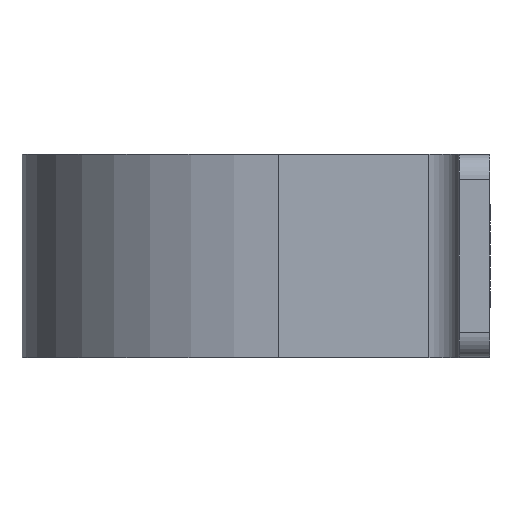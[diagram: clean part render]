
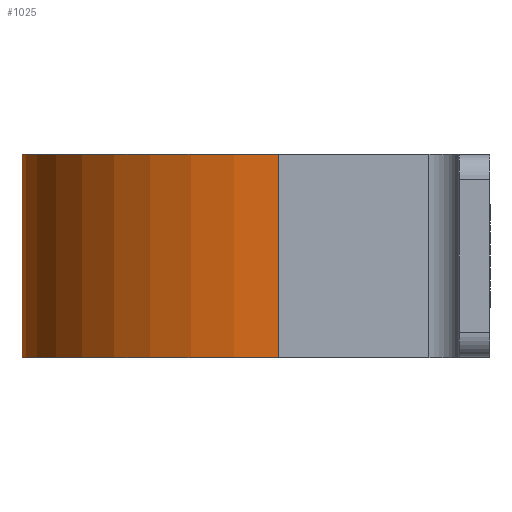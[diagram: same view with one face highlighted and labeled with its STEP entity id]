
A CAD part, left-side view. The second image highlights one B-rep face of the part: STEP entity #1025.
In plain terms, the highlighted cylindrical face has radius 50.5 mm (diameter 101 mm), a partial arc.
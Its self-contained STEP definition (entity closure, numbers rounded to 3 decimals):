
#13 = CARTESIAN_POINT ( 'NONE',  ( 0., 44.5, 20. ) ) ;
#60 = DIRECTION ( 'NONE',  ( 1., 0., 0. ) ) ;
#92 = CARTESIAN_POINT ( 'NONE',  ( 0., 44.5, -20. ) ) ;
#94 = EDGE_CURVE ( 'NONE', #252, #846, #636, .T. ) ;
#122 = CARTESIAN_POINT ( 'NONE',  ( -50.5, 44.5, 20. ) ) ;
#151 = ORIENTED_EDGE ( 'NONE', *, *, #218, .F. ) ;
#163 = VECTOR ( 'NONE', #1042, 1000. ) ;
#170 = DIRECTION ( 'NONE',  ( 0., 0., -1. ) ) ;
#218 = EDGE_CURVE ( 'NONE', #239, #801, #470, .T. ) ;
#239 = VERTEX_POINT ( 'NONE', #1038 ) ;
#247 = CARTESIAN_POINT ( 'NONE',  ( 50.5, 44.5, 20. ) ) ;
#252 = VERTEX_POINT ( 'NONE', #122 ) ;
#276 = ORIENTED_EDGE ( 'NONE', *, *, #485, .T. ) ;
#327 = DIRECTION ( 'NONE',  ( 0., 0., -1. ) ) ;
#358 = CYLINDRICAL_SURFACE ( 'NONE', #571, 50.5 ) ;
#444 = FACE_OUTER_BOUND ( 'NONE', #648, .T. ) ;
#470 = CIRCLE ( 'NONE', #526, 50.5 ) ;
#485 = EDGE_CURVE ( 'NONE', #846, #801, #686, .T. ) ;
#526 = AXIS2_PLACEMENT_3D ( 'NONE', #92, #170, #622 ) ;
#571 = AXIS2_PLACEMENT_3D ( 'NONE', #13, #619, #853 ) ;
#609 = DIRECTION ( 'NONE',  ( 0., 0., -1. ) ) ;
#619 = DIRECTION ( 'NONE',  ( 0., 0., -1. ) ) ;
#622 = DIRECTION ( 'NONE',  ( 1., 0., 0. ) ) ;
#636 = CIRCLE ( 'NONE', #784, 50.5 ) ;
#648 = EDGE_LOOP ( 'NONE', ( #151, #931, #993, #276 ) ) ;
#666 = EDGE_CURVE ( 'NONE', #252, #239, #955, .T. ) ;
#686 = LINE ( 'NONE', #247, #700 ) ;
#700 = VECTOR ( 'NONE', #609, 1000. ) ;
#703 = CARTESIAN_POINT ( 'NONE',  ( -50.5, 44.5, 20. ) ) ;
#754 = CARTESIAN_POINT ( 'NONE',  ( 50.5, 44.5, -20. ) ) ;
#784 = AXIS2_PLACEMENT_3D ( 'NONE', #1095, #327, #60 ) ;
#801 = VERTEX_POINT ( 'NONE', #754 ) ;
#846 = VERTEX_POINT ( 'NONE', #1099 ) ;
#853 = DIRECTION ( 'NONE',  ( -1., 0., 0. ) ) ;
#931 = ORIENTED_EDGE ( 'NONE', *, *, #666, .F. ) ;
#955 = LINE ( 'NONE', #703, #163 ) ;
#993 = ORIENTED_EDGE ( 'NONE', *, *, #94, .T. ) ;
#1025 = ADVANCED_FACE ( 'NONE', ( #444 ), #358, .T. ) ;
#1038 = CARTESIAN_POINT ( 'NONE',  ( -50.5, 44.5, -20. ) ) ;
#1042 = DIRECTION ( 'NONE',  ( 0., 0., -1. ) ) ;
#1095 = CARTESIAN_POINT ( 'NONE',  ( 0., 44.5, 20. ) ) ;
#1099 = CARTESIAN_POINT ( 'NONE',  ( 50.5, 44.5, 20. ) ) ;
